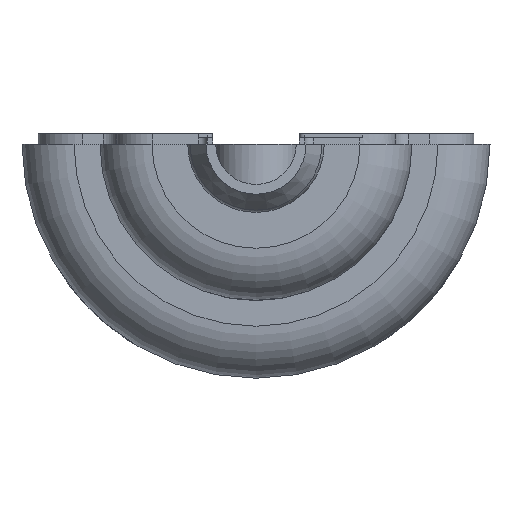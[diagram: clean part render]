
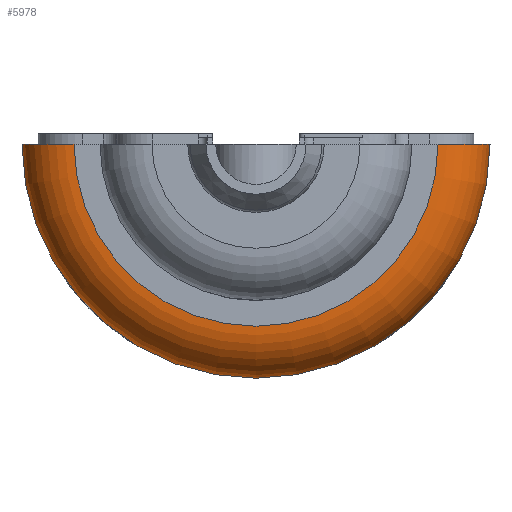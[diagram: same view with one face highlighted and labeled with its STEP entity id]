
A CAD part, front view. The second image highlights one B-rep face of the part: STEP entity #5978.
In plain terms, the highlighted toroidal (fillet/blend) face has major radius 17.78 mm and minor radius 5.08 mm.
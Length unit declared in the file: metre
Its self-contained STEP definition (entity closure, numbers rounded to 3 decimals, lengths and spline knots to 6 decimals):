
#91=TOROIDAL_SURFACE('',#6512,0.01778,0.00508);
#439=CIRCLE('',#6319,0.00508);
#530=CIRCLE('',#6455,0.00508);
#547=CIRCLE('',#6476,0.02286);
#558=CIRCLE('',#6494,0.01778);
#1353=ORIENTED_EDGE('',*,*,#3051,.F.);
#1354=ORIENTED_EDGE('',*,*,#3107,.F.);
#1355=ORIENTED_EDGE('',*,*,#2660,.F.);
#1356=ORIENTED_EDGE('',*,*,#3092,.F.);
#2660=EDGE_CURVE('',#3582,#3583,#439,.F.);
#3051=EDGE_CURVE('',#3954,#3955,#530,.T.);
#3092=EDGE_CURVE('',#3955,#3582,#547,.F.);
#3107=EDGE_CURVE('',#3583,#3954,#558,.T.);
#3582=VERTEX_POINT('',#8790);
#3583=VERTEX_POINT('',#8792);
#3954=VERTEX_POINT('',#9904);
#3955=VERTEX_POINT('',#9906);
#5070=EDGE_LOOP('',(#1353,#1354,#1355,#1356));
#5478=FACE_BOUND('',#5070,.T.);
#5978=ADVANCED_FACE('',(#5478),#91,.T.);
#6319=AXIS2_PLACEMENT_3D('',#8791,#7026,#7027);
#6455=AXIS2_PLACEMENT_3D('',#9905,#7523,#7524);
#6476=AXIS2_PLACEMENT_3D('',#10011,#7587,#7588);
#6494=AXIS2_PLACEMENT_3D('',#10097,#7623,#7624);
#6512=AXIS2_PLACEMENT_3D('',#10115,#7659,#7660);
#7026=DIRECTION('',(0.,0.,-1.));
#7027=DIRECTION('',(-1.,0.,0.));
#7523=DIRECTION('',(0.,0.,1.));
#7524=DIRECTION('',(1.,0.,0.));
#7587=DIRECTION('',(0.,-1.,0.));
#7588=DIRECTION('',(0.,0.,-1.));
#7623=DIRECTION('',(0.,-1.,0.));
#7624=DIRECTION('',(0.,0.,-1.));
#7659=DIRECTION('',(0.,-1.,0.));
#7660=DIRECTION('',(0.,0.,-1.));
#8790=CARTESIAN_POINT('',(-0.02286,0.00508,0.));
#8791=CARTESIAN_POINT('',(-0.01778,0.00508,0.));
#8792=CARTESIAN_POINT('',(-0.01778,0.,0.));
#9904=CARTESIAN_POINT('',(0.01778,0.,0.));
#9905=CARTESIAN_POINT('',(0.01778,0.00508,0.));
#9906=CARTESIAN_POINT('',(0.02286,0.00508,0.));
#10011=CARTESIAN_POINT('',(0.,0.00508,0.));
#10097=CARTESIAN_POINT('',(0.,0.,0.));
#10115=CARTESIAN_POINT('',(0.,0.00508,0.));
